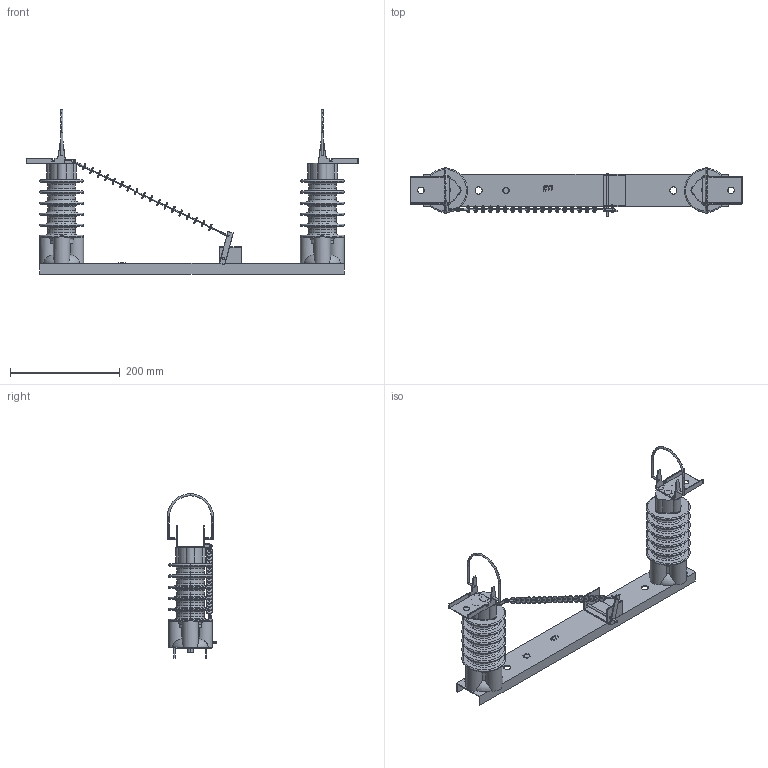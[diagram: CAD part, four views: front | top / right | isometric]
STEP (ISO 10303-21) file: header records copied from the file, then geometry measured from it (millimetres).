
FILE_DESCRIPTION((''),'2;1');
FILE_NAME('ETI_VV_BASE_V2_24KV_ASM','2020-01-13T',('marketing.praksa'),('Audax d.o.o.'),'CREO PARAMETRIC BY PTC INC, 2017480','CREO PARAMETRIC BY PTC INC, 2017480','');
FILE_SCHEMA(('AUTOMOTIVE_DESIGN { 1 0 10303 214 1 1 1 1 }'));
Length unit declared in the file: millimetre
Products named in the file (27): 1F9; 23C_1_2; 248_1_2; 254_1_2; 2A3_1_2; 2AF_1_2; 2BB_1_2; 397_1; 3AF; 405_1_2_3; 41C_1_2_3; 421_1_2_3; 432_1_2_3; 440_1_2_3; 487_1_2_3; 48B_1_2_3; 618_1_2_3; 638-270; 638-271; 638-272; 665; 79D; 7E7; 83F; 880; PRODUCT_1_2_3_ASM; ETI_VV_BASE_V2_24KV_ASM
Assembly tree (26 placements, depth 3):
  ETI_VV_BASE_V2_24KV_ASM
    PRODUCT_1_2_3_ASM
      1F9
      23C_1_2
      248_1_2
      254_1_2
      2A3_1_2
      2AF_1_2
      2BB_1_2
      397_1
      3AF
      405_1_2_3
      41C_1_2_3
      421_1_2_3
      432_1_2_3
      440_1_2_3
      487_1_2_3
      48B_1_2_3
      618_1_2_3
      638-270
      638-271
      638-272
      665
      79D
      7E7
      83F
      880
Bounding box: 605 x 90.09 x 300 mm (x, y, z)
Volume: 1126163 mm3; surface area: 317585.1 mm2
Topology: 25 solids, 25 shells, 1230 faces, 3041 edges, 1916 vertices
Faces by surface type: cylinder 469, torus 418, plane 311, sphere 22, bspline 10
Entity records: 51376 total; most frequent: CARTESIAN_POINT 10797, DIRECTION 6803, ORIENTED_EDGE 6038, PRESENTATION_STYLE_ASSIGNMENT 3044, STYLED_ITEM 3044, CURVE_STYLE 3019, EDGE_CURVE 3019, AXIS2_PLACEMENT_3D 2936
